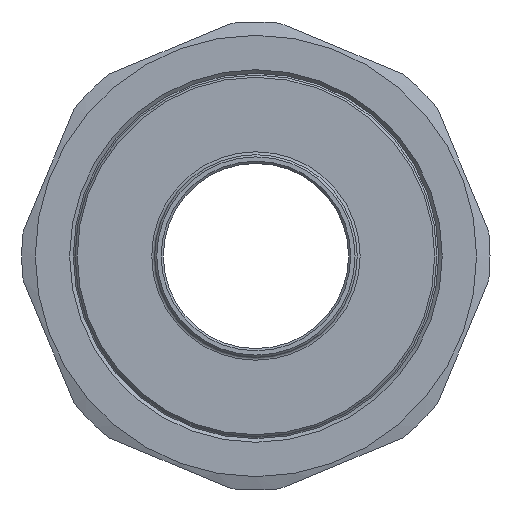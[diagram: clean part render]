
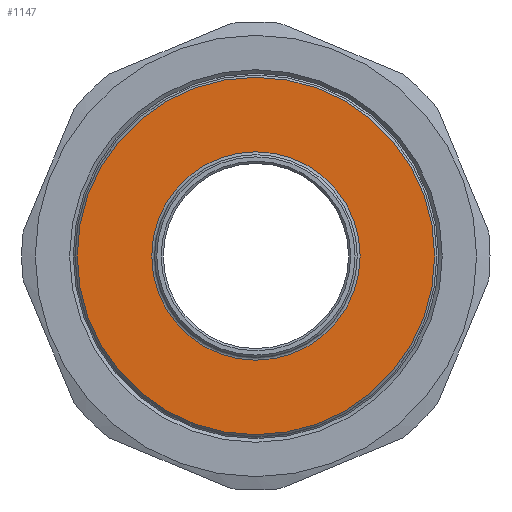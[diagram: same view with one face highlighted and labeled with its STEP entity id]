
A CAD part, left-side view. The second image highlights one B-rep face of the part: STEP entity #1147.
In plain terms, the highlighted planar face has unit normal (-1, 0, 0).
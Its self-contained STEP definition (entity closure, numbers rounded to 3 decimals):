
#48=FACE_BOUND('',#262,.T.);
#119=PLANE('',#1376);
#181=FACE_OUTER_BOUND('',#261,.T.);
#261=EDGE_LOOP('',(#1028));
#262=EDGE_LOOP('',(#1029));
#454=CIRCLE('',#1374,14.4);
#456=CIRCLE('',#1377,24.7);
#564=VERTEX_POINT('',#2138);
#565=VERTEX_POINT('',#2143);
#721=EDGE_CURVE('',#564,#564,#454,.T.);
#723=EDGE_CURVE('',#565,#565,#456,.T.);
#1028=ORIENTED_EDGE('',*,*,#723,.F.);
#1029=ORIENTED_EDGE('',*,*,#721,.F.);
#1147=ADVANCED_FACE('',(#181,#48),#119,.T.);
#1374=AXIS2_PLACEMENT_3D('',#2140,#1736,#1737);
#1376=AXIS2_PLACEMENT_3D('',#2142,#1740,#1741);
#1377=AXIS2_PLACEMENT_3D('',#2144,#1742,#1743);
#1736=DIRECTION('center_axis',(-1.,0.,0.));
#1737=DIRECTION('ref_axis',(0.,-1.,0.));
#1740=DIRECTION('center_axis',(-1.,0.,0.));
#1741=DIRECTION('ref_axis',(0.,0.,1.));
#1742=DIRECTION('center_axis',(1.,0.,0.));
#1743=DIRECTION('ref_axis',(0.,-1.,0.));
#2138=CARTESIAN_POINT('',(-14.,0.,14.4));
#2140=CARTESIAN_POINT('Origin',(-14.,0.,0.));
#2142=CARTESIAN_POINT('Origin',(-14.,25.,0.));
#2143=CARTESIAN_POINT('',(-14.,24.7,0.));
#2144=CARTESIAN_POINT('Origin',(-14.,0.,0.));
